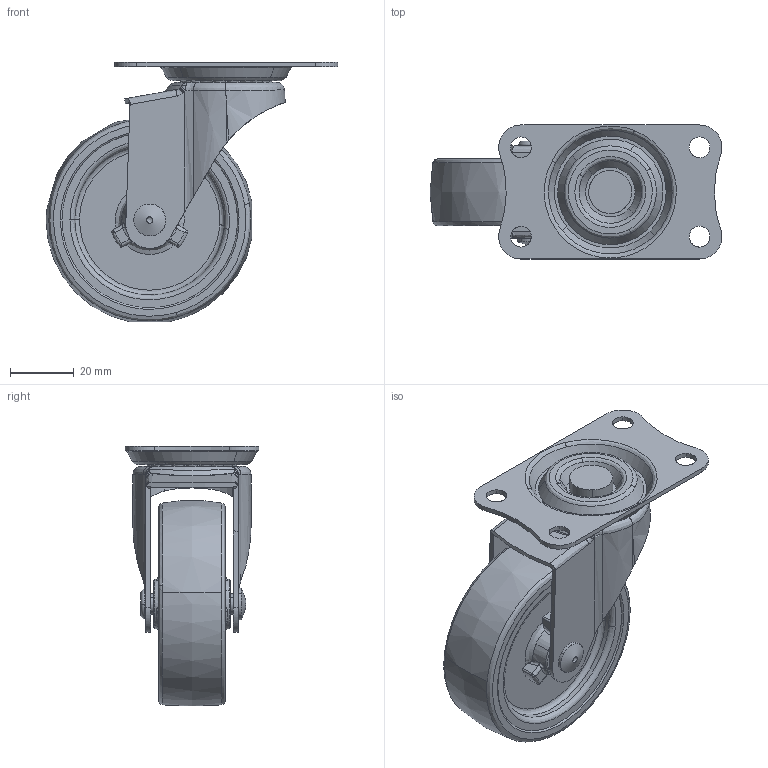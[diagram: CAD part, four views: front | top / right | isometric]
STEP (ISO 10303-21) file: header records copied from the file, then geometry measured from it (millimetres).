
FILE_DESCRIPTION((''),'2;1');
FILE_NAME('','2006-01-18T12:11:01',(''),(''),'','CADfix','');
FILE_SCHEMA(('AUTOMOTIVE_DESIGN'));
Length unit declared in the file: millimetre
Products named in the file (6): body; wheel; mounting plate; main shaft; axle; 320E_UR65_27829_36
Assembly tree (5 placements, depth 2):
  320E_UR65_27829_36
    body
    wheel
    mounting plate
    main shaft
    axle
Bounding box: 91.5 x 42 x 81.46 mm (x, y, z)
Volume: 68450.2 mm3; surface area: 31069.9 mm2
Topology: 5 solids, 5 shells, 346 faces, 1085 edges, 771 vertices
Faces by surface type: bspline 346
Entity records: 24271 total; most frequent: CARTESIAN_POINT 17834, ORIENTED_EDGE 2142, EDGE_CURVE 1071, B_SPLINE_CURVE_WITH_KNOTS 819, VERTEX_POINT 771, EDGE_LOOP 400, FACE_OUTER_BOUND 346, ADVANCED_FACE 346
